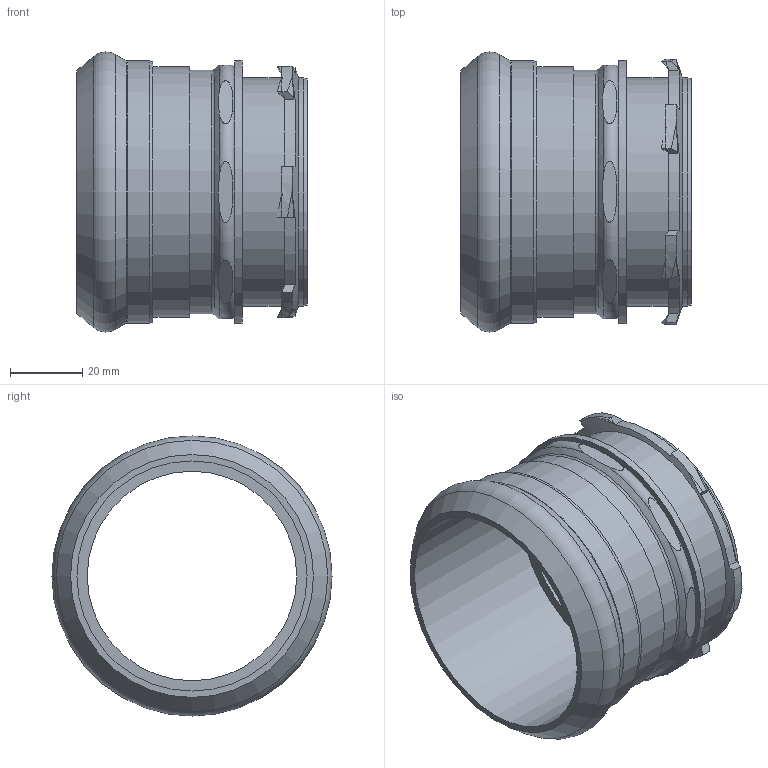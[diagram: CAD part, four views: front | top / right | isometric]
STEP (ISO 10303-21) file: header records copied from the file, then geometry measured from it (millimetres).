
FILE_DESCRIPTION(/* description */ (''),/* implementation_level */ '2;1');
FILE_NAME(/* name */ '',/* time_stamp */ '2025-06-23T13:59:02+07:00',/* author */ ('zeta-72'),/* organization */ (''),/* preprocessor_version */ 'ST-DEVELOPER v19.2',/* originating_system */ 'Autodesk Inventor 2024',/* authorisation */ '');
FILE_SCHEMA (('AUTOMOTIVE_DESIGN { 1 0 10303 214 3 1 1 }'));
Length unit declared in the file: millimetre
Products named in the file (1): ЗЭТА.046.020.000_Муфта вводная 
IP66_Упростить_1
Bounding box: 63.6 x 77.3 x 77.3 mm (x, y, z)
Volume: 50321.7 mm3; surface area: 33052.7 mm2
Topology: 7 solids, 7 shells, 106 faces, 297 edges, 183 vertices
Faces by surface type: bspline 36, plane 33, cylinder 21, cone 11, torus 5
Full cylindrical faces by diameter (mm): 57.8 x1, 63 x2, 63.1 x1, 63.5 x1, 67.2 x1, 69.1 x1, 72.3 x1, 72.6 x1
Entity records: 4507 total; most frequent: CARTESIAN_POINT 1999, ORIENTED_EDGE 534, DIRECTION 419, EDGE_CURVE 267, AXIS2_PLACEMENT_3D 186, VERTEX_POINT 183, EDGE_LOOP 116, CIRCLE 115
